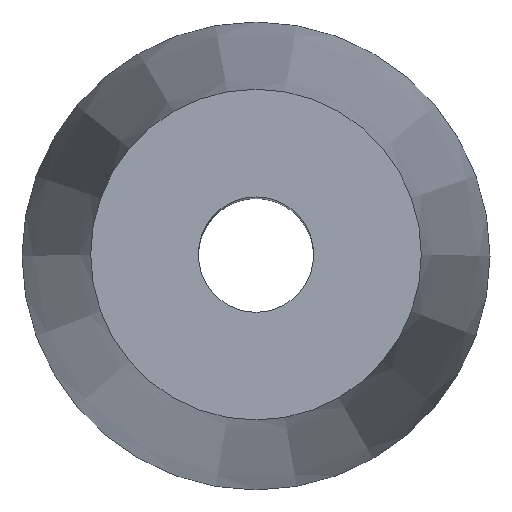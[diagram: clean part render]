
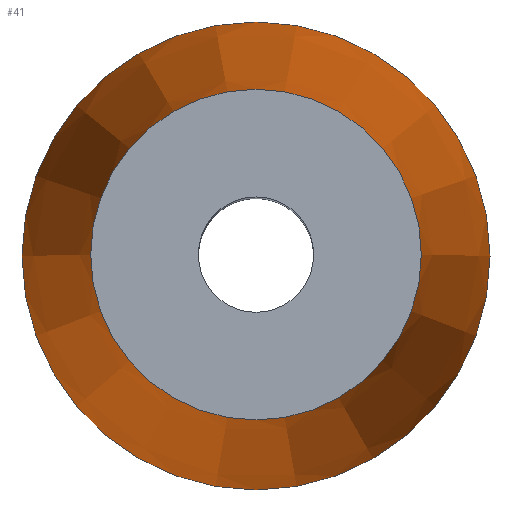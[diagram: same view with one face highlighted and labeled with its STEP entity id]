
A CAD part, top view. The second image highlights one B-rep face of the part: STEP entity #41.
In plain terms, the highlighted conical face has half-angle 5 degrees and reference radius 5.07 mm.
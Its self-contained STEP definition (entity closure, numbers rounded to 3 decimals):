
#34=CONICAL_SURFACE('',#131,5.07,5.);
#41=ADVANCED_FACE('',(#56,#57),#34,.T.);
#56=FACE_BOUND('',#72,.T.);
#57=FACE_BOUND('',#73,.T.);
#72=EDGE_LOOP('',(#88));
#73=EDGE_LOOP('',(#89));
#88=ORIENTED_EDGE('',*,*,#110,.F.);
#89=ORIENTED_EDGE('',*,*,#109,.T.);
#101=VERTEX_POINT('',#183);
#102=VERTEX_POINT('',#186);
#109=EDGE_CURVE('',#101,#101,#117,.T.);
#110=EDGE_CURVE('',#102,#102,#118,.T.);
#117=CIRCLE('',#128,5.07);
#118=CIRCLE('',#130,3.583);
#128=AXIS2_PLACEMENT_3D('',#182,#151,#152);
#130=AXIS2_PLACEMENT_3D('',#185,#155,#156);
#131=AXIS2_PLACEMENT_3D('',#187,#157,#158);
#151=DIRECTION('',(0.,0.,1.));
#152=DIRECTION('',(1.,0.,0.));
#155=DIRECTION('',(0.,0.,1.));
#156=DIRECTION('',(1.,0.,0.));
#157=DIRECTION('',(0.,0.,-1.));
#158=DIRECTION('',(-1.,0.,0.));
#182=CARTESIAN_POINT('',(0.,0.,-0.8));
#183=CARTESIAN_POINT('',(5.07,0.,-0.8));
#185=CARTESIAN_POINT('',(0.,0.,16.2));
#186=CARTESIAN_POINT('',(3.583,0.,16.2));
#187=CARTESIAN_POINT('',(0.,0.,-0.8));
